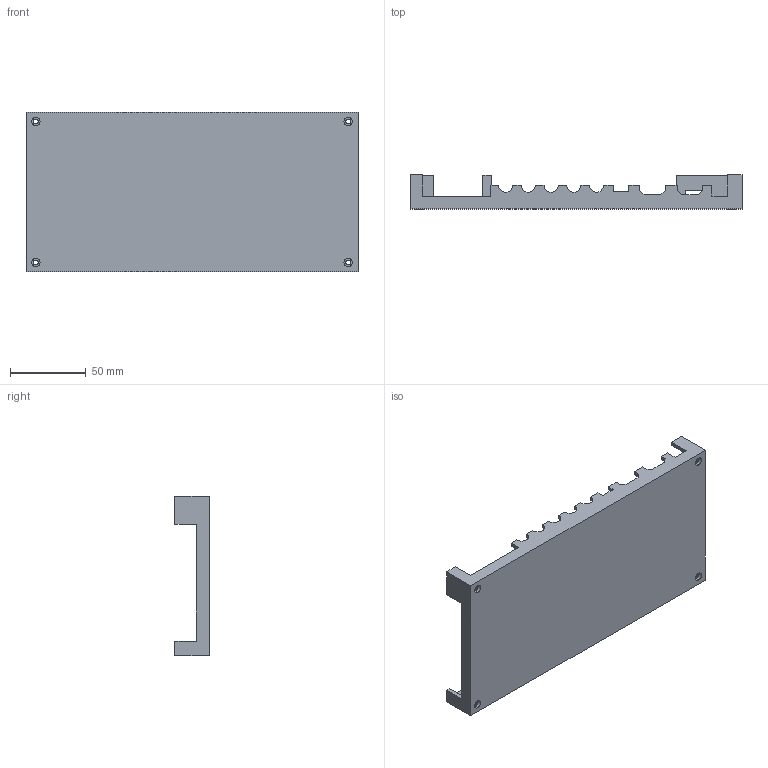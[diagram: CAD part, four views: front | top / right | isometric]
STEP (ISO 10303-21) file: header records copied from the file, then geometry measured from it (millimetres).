
FILE_DESCRIPTION (( 'STEP AP214' ), '1' );
FILE_NAME ('Ossc Pro Case Bottom 2.STEP', '2021-10-14T17:03:54', ( '' ), ( '' ), 'SwSTEP 2.0', 'SolidWorks 2020', '' );
FILE_SCHEMA (( 'AUTOMOTIVE_DESIGN' ));
Length unit declared in the file: millimetre
Products named in the file (1): Ossc Pro Case Bottom 2
Bounding box: 219 x 22.5 x 105 mm (x, y, z)
Volume: 84131.9 mm3; surface area: 77085.1 mm2
Topology: 1 solids, 1 shells, 724 faces, 1872 edges, 1243 vertices
Faces by surface type: plane 677, cylinder 41, cone 6
Entity records: 21762 total; most frequent: CARTESIAN_POINT 3834, ORIENTED_EDGE 3732, DIRECTION 3412, EDGE_CURVE 1866, VECTOR 1770, LINE 1770, VERTEX_POINT 1243, EDGE_LOOP 833
